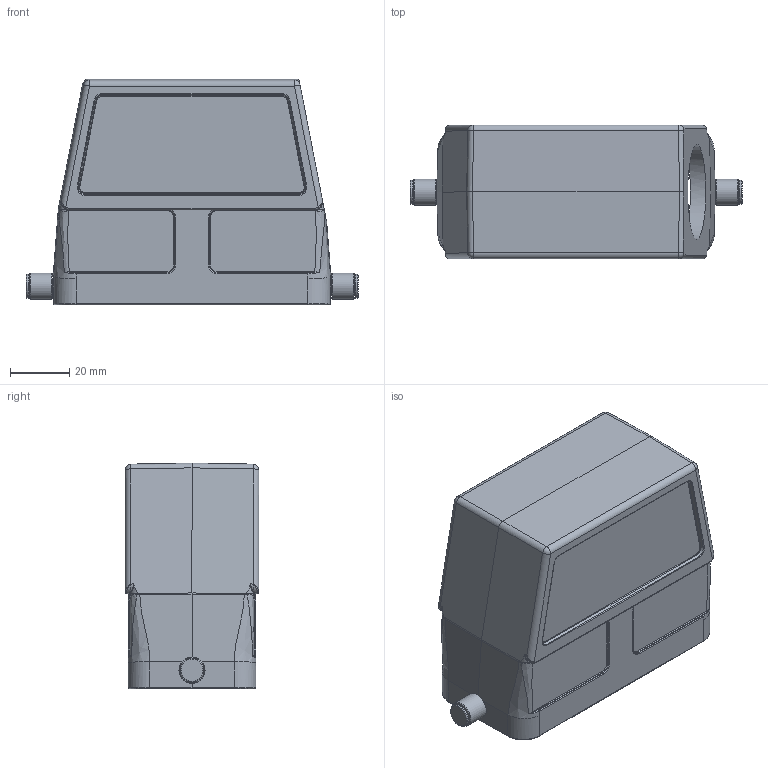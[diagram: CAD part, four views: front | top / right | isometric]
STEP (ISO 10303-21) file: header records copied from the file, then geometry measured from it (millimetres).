
FILE_DESCRIPTION(/* description */ (''),/* implementation_level */ '2;1');
FILE_NAME(/* name */ '100094873ugm000_d.stp',/* time_stamp */ '2017-10-27T11:23:46+02:00',/* author */ (''),/* organization */ (''),/* preprocessor_version */ 'ST-DEVELOPER v16',/* originating_system */ 'SIEMENS PLM Software NX 10.0',/* authorisation */ '');
FILE_SCHEMA (('AUTOMOTIVE_DESIGN { 1 0 10303 214 3 1 1 1 }'));
Length unit declared in the file: millimetre
Products named in the file (1): 100094873ugm000_d
Bounding box: 111.7 x 45 x 76 mm (x, y, z)
Volume: 80937.4 mm3; surface area: 42267.9 mm2
Topology: 1 solids, 1 shells, 529 faces, 1654 edges, 1489 vertices
Faces by surface type: plane 180, cylinder 133, bspline 124, torus 53, cone 33, sphere 6
Full cylindrical faces by diameter (mm): 3 x4, 4.97 x4, 8 x2, 8.8 x2, 32 x1
Entity records: 22569 total; most frequent: CARTESIAN_POINT 8031, ORIENTED_EDGE 2486, DIRECTION 2351, EDGE_CURVE 1243, AXIS2_PLACEMENT_3D 859, VERTEX_POINT 771, LINE 633, VECTOR 633
